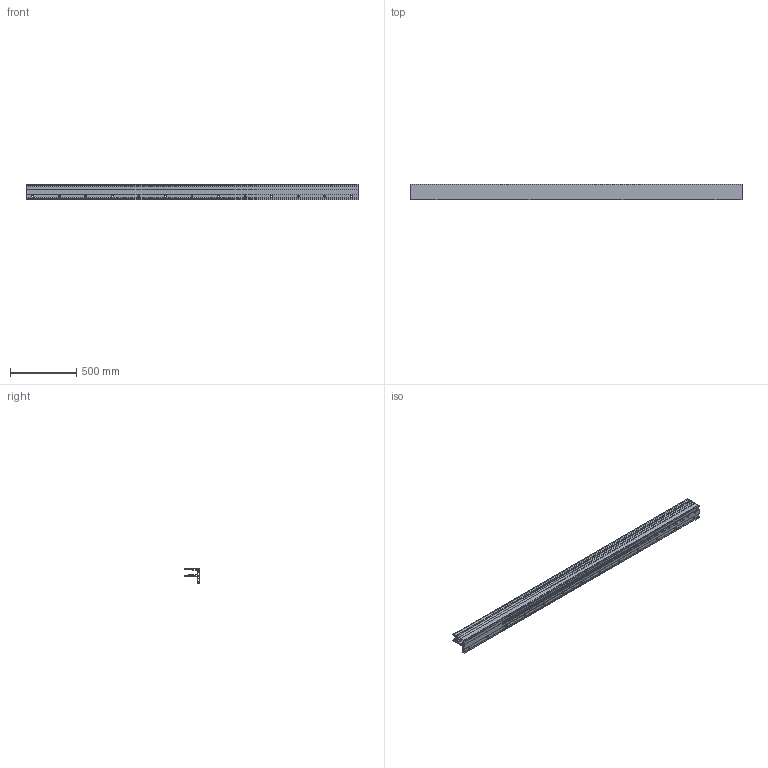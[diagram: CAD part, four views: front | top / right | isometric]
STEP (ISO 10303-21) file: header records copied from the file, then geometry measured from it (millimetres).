
FILE_DESCRIPTION (( 'STEP AP214' ), '1' );
FILE_NAME ('AL_0006-UNO-2500-S-E.STEP', '2024-01-15T12:42:35', ( '' ), ( '' ), 'SwSTEP 2.0', 'SolidWorks 2019', '' );
FILE_SCHEMA (( 'AUTOMOTIVE_DESIGN' ));
Length unit declared in the file: millimetre
Products named in the file (1): AL_0006-UNO-2500-S-E
Bounding box: 2500 x 120 x 115 mm (x, y, z)
Volume: 5571572.4 mm3; surface area: 3554233.2 mm2
Topology: 1 solids, 1 shells, 365 faces, 1121 edges, 746 vertices
Faces by surface type: cylinder 230, plane 135
Entity records: 13037 total; most frequent: CARTESIAN_POINT 2625, ORIENTED_EDGE 2242, DIRECTION 2169, EDGE_CURVE 1121, AXIS2_PLACEMENT_3D 770, VERTEX_POINT 746, VECTOR 629, LINE 629
